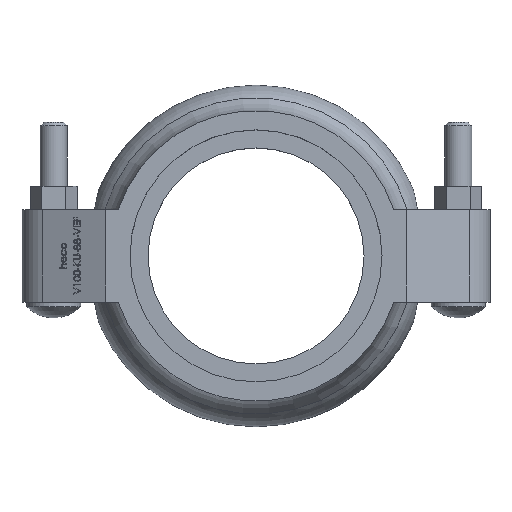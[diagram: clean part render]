
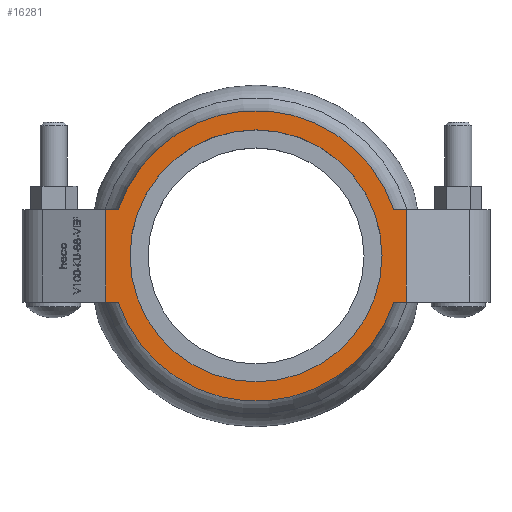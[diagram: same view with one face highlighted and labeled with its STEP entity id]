
A CAD part, top view. The second image highlights one B-rep face of the part: STEP entity #16281.
In plain terms, the highlighted planar face has unit normal (0, 0, 1).
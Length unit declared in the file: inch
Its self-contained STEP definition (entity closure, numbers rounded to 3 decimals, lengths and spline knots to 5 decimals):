
#407 = LINE ( 'NONE', #3635, #3992 ) ;
#445 = DIRECTION ( 'NONE',  ( 1., 0., 0. ) ) ;
#535 = ORIENTED_EDGE ( 'NONE', *, *, #9735, .T. ) ;
#883 = DIRECTION ( 'NONE',  ( -1., 0., 0. ) ) ;
#934 = CARTESIAN_POINT ( 'NONE',  ( 1.91315, -0.642, 1.125 ) ) ;
#942 = VERTEX_POINT ( 'NONE', #934 ) ;
#1065 = CARTESIAN_POINT ( 'NONE',  ( 0., 0., 1.125 ) ) ;
#1144 = CARTESIAN_POINT ( 'NONE',  ( -2.085, -0.642, 1.125 ) ) ;
#1358 = CARTESIAN_POINT ( 'NONE',  ( -2.085, -0.642, 1.125 ) ) ;
#1587 = VECTOR ( 'NONE', #5676, 39.37008 ) ;
#1734 = DIRECTION ( 'NONE',  ( -1., 0., 0. ) ) ;
#1923 = CARTESIAN_POINT ( 'NONE',  ( -1.75, 0., 1.125 ) ) ;
#1948 = VERTEX_POINT ( 'NONE', #17402 ) ;
#1972 = CARTESIAN_POINT ( 'NONE',  ( 0., 0., 1.125 ) ) ;
#2077 = EDGE_CURVE ( 'NONE', #8245, #8352, #3653, .T. ) ;
#2186 = VERTEX_POINT ( 'NONE', #16228 ) ;
#2335 = AXIS2_PLACEMENT_3D ( 'NONE', #1972, #13243, #14353 ) ;
#2469 = CARTESIAN_POINT ( 'NONE',  ( -1.91315, -0.642, 1.125 ) ) ;
#2522 = ORIENTED_EDGE ( 'NONE', *, *, #10756, .F. ) ;
#2618 = DIRECTION ( 'NONE',  ( 0., 1., 0. ) ) ;
#2921 = LINE ( 'NONE', #16769, #1587 ) ;
#3423 = CARTESIAN_POINT ( 'NONE',  ( -2.085, -0.642, 1.125 ) ) ;
#3635 = CARTESIAN_POINT ( 'NONE',  ( -2.085, 0., 1.125 ) ) ;
#3653 = LINE ( 'NONE', #8987, #14430 ) ;
#3710 = DIRECTION ( 'NONE',  ( 1., 0., 0. ) ) ;
#3986 = ORIENTED_EDGE ( 'NONE', *, *, #13240, .F. ) ;
#3992 = VECTOR ( 'NONE', #11950, 39.37008 ) ;
#4177 = DIRECTION ( 'NONE',  ( -1., 0., 0. ) ) ;
#4487 = EDGE_CURVE ( 'NONE', #1948, #8352, #2921, .T. ) ;
#4566 = CARTESIAN_POINT ( 'NONE',  ( -1.91315, 0.642, 1.125 ) ) ;
#5456 = LINE ( 'NONE', #1144, #6573 ) ;
#5570 = DIRECTION ( 'NONE',  ( 0., 0., 1. ) ) ;
#5676 = DIRECTION ( 'NONE',  ( 1., 0., 0. ) ) ;
#5922 = CIRCLE ( 'NONE', #8711, 1.75 ) ;
#6573 = VECTOR ( 'NONE', #13833, 39.37008 ) ;
#6827 = LINE ( 'NONE', #13149, #16723 ) ;
#7003 = CARTESIAN_POINT ( 'NONE',  ( 2.085, -0.642, 1.125 ) ) ;
#7202 = FACE_OUTER_BOUND ( 'NONE', #13189, .T. ) ;
#7240 = CARTESIAN_POINT ( 'NONE',  ( 2.085, 0.642, 1.125 ) ) ;
#7538 = VERTEX_POINT ( 'NONE', #4566 ) ;
#8245 = VERTEX_POINT ( 'NONE', #7003 ) ;
#8352 = VERTEX_POINT ( 'NONE', #7240 ) ;
#8711 = AXIS2_PLACEMENT_3D ( 'NONE', #1065, #10894, #883 ) ;
#8987 = CARTESIAN_POINT ( 'NONE',  ( 2.085, 0., 1.125 ) ) ;
#9649 = ORIENTED_EDGE ( 'NONE', *, *, #15827, .T. ) ;
#9735 = EDGE_CURVE ( 'NONE', #2186, #11883, #407, .T. ) ;
#10628 = PLANE ( 'NONE',  #14759 ) ;
#10669 = CARTESIAN_POINT ( 'NONE',  ( 0., 0., 1.125 ) ) ;
#10756 = EDGE_CURVE ( 'NONE', #8245, #942, #5456, .T. ) ;
#10894 = DIRECTION ( 'NONE',  ( 0., 0., -1. ) ) ;
#11116 = ORIENTED_EDGE ( 'NONE', *, *, #16956, .F. ) ;
#11326 = ORIENTED_EDGE ( 'NONE', *, *, #11356, .T. ) ;
#11356 = EDGE_CURVE ( 'NONE', #15365, #942, #13777, .T. ) ;
#11547 = LINE ( 'NONE', #1358, #17971 ) ;
#11883 = VERTEX_POINT ( 'NONE', #3423 ) ;
#11950 = DIRECTION ( 'NONE',  ( 0., -1., 0. ) ) ;
#12213 = VERTEX_POINT ( 'NONE', #1923 ) ;
#13149 = CARTESIAN_POINT ( 'NONE',  ( -2.085, 0.642, 1.125 ) ) ;
#13189 = EDGE_LOOP ( 'NONE', ( #13856, #11116, #535, #3986, #11326, #2522, #13634, #17086 ) ) ;
#13240 = EDGE_CURVE ( 'NONE', #15365, #11883, #11547, .T. ) ;
#13243 = DIRECTION ( 'NONE',  ( 0., 0., 1. ) ) ;
#13420 = DIRECTION ( 'NONE',  ( 0., 0., 1. ) ) ;
#13443 = CARTESIAN_POINT ( 'NONE',  ( 0., -1.535, 1.125 ) ) ;
#13634 = ORIENTED_EDGE ( 'NONE', *, *, #2077, .T. ) ;
#13678 = AXIS2_PLACEMENT_3D ( 'NONE', #10669, #13420, #3710 ) ;
#13777 = CIRCLE ( 'NONE', #2335, 2.018 ) ;
#13833 = DIRECTION ( 'NONE',  ( -1., 0., 0. ) ) ;
#13856 = ORIENTED_EDGE ( 'NONE', *, *, #17627, .T. ) ;
#14018 = FACE_BOUND ( 'NONE', #14542, .T. ) ;
#14353 = DIRECTION ( 'NONE',  ( 1., 0., 0. ) ) ;
#14430 = VECTOR ( 'NONE', #2618, 39.37008 ) ;
#14542 = EDGE_LOOP ( 'NONE', ( #9649 ) ) ;
#14759 = AXIS2_PLACEMENT_3D ( 'NONE', #13443, #5570, #4177 ) ;
#15365 = VERTEX_POINT ( 'NONE', #2469 ) ;
#15775 = CIRCLE ( 'NONE', #13678, 2.018 ) ;
#15827 = EDGE_CURVE ( 'NONE', #12213, #12213, #5922, .T. ) ;
#16228 = CARTESIAN_POINT ( 'NONE',  ( -2.085, 0.642, 1.125 ) ) ;
#16281 = ADVANCED_FACE ( 'NONE', ( #7202, #14018 ), #10628, .T. ) ;
#16723 = VECTOR ( 'NONE', #445, 39.37008 ) ;
#16769 = CARTESIAN_POINT ( 'NONE',  ( -2.085, 0.642, 1.125 ) ) ;
#16956 = EDGE_CURVE ( 'NONE', #2186, #7538, #6827, .T. ) ;
#17086 = ORIENTED_EDGE ( 'NONE', *, *, #4487, .F. ) ;
#17402 = CARTESIAN_POINT ( 'NONE',  ( 1.91315, 0.642, 1.125 ) ) ;
#17627 = EDGE_CURVE ( 'NONE', #1948, #7538, #15775, .T. ) ;
#17971 = VECTOR ( 'NONE', #1734, 39.37008 ) ;
